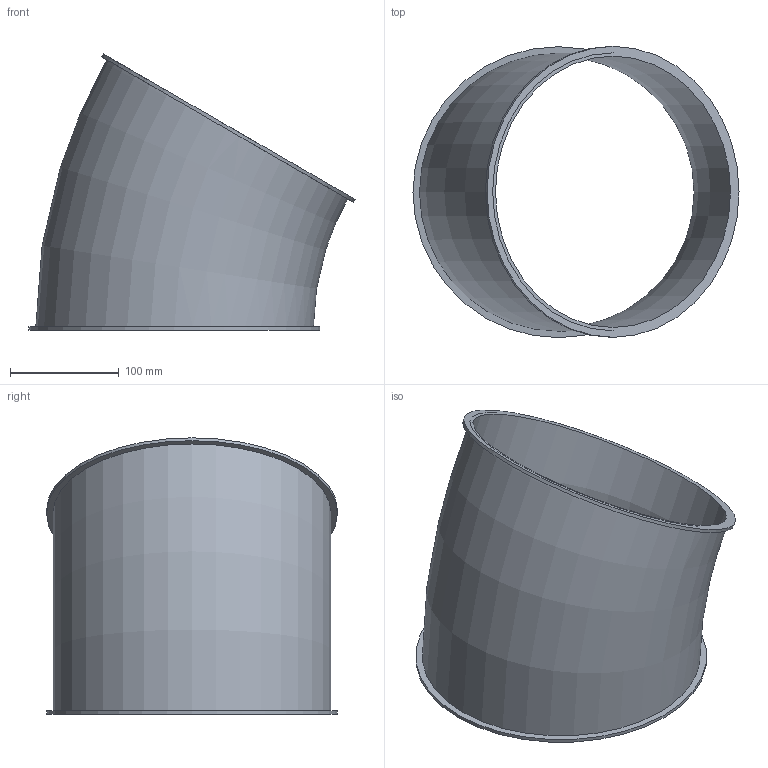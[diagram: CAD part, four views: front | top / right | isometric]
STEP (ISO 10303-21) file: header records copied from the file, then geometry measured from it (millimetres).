
FILE_DESCRIPTION(/* description */ (''),/* implementation_level */ '2;1');
FILE_NAME(/* name */ '4010015015766-Ø250x3, 30°, R=1,5d.stp',/* time_stamp */ '2014-12-19T11:18:29+01:00',/* author */ ('Moppl'),/* organization */ (''),/* preprocessor_version */ 'ST-DEVELOPER v15.6',/* originating_system */ 'Autodesk Inventor 2015',/* authorisation */ '');
FILE_SCHEMA (('AUTOMOTIVE_DESIGN { 1 0 10303 214 3 1 1 }'));
Length unit declared in the file: millimetre
Products named in the file (1): 4010015015766-Ø250x3, 30°, R=1,5d
Bounding box: 299.15 x 267 x 253.5 mm (x, y, z)
Surface area: 339083.9 mm2 (no closed solid volume)
Topology: 0 solids, 1 shells, 10 faces, 28 edges, 16 vertices
Faces by surface type: cylinder 4, plane 4, torus 2
Full cylindrical faces by diameter (mm): 267 x2
Entity records: 448 total; most frequent: CARTESIAN_POINT 183, DIRECTION 58, ORIENTED_EDGE 36, AXIS2_PLACEMENT_3D 29, EDGE_LOOP 20, EDGE_CURVE 20, CIRCLE 18, VERTEX_POINT 14
